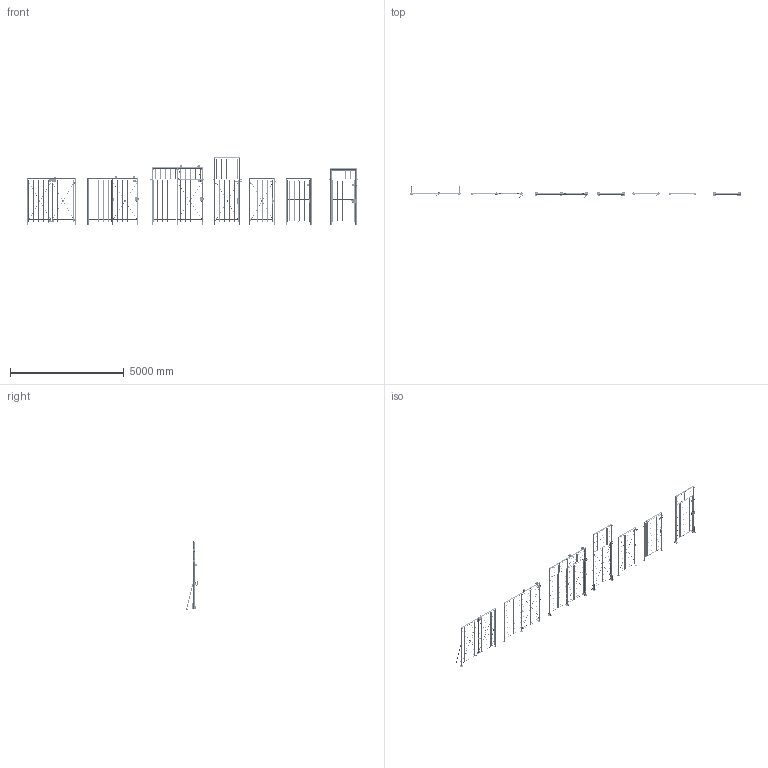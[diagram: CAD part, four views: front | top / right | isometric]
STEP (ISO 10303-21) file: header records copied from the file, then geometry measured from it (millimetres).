
FILE_DESCRIPTION(/* description */ (''),/* implementation_level */ '2;1');
FILE_NAME(/* name */ 'P30207 - SMC-F + SMR-F + SMC + SMR.stp',/* time_stamp */ '2026-02-05T14:11:16+01:00',/* author */ ('ath'),/* organization */ (''),/* preprocessor_version */ 'ST-DEVELOPER v20',/* originating_system */ 'Autodesk Inventor 2025',/* authorisation */ '');
FILE_SCHEMA (('AUTOMOTIVE_DESIGN { 1 0 10303 214 3 1 1 }'));
Products named in the file (235): P30207 - SMC-F + SMR-F + SMC + SMR; A003-020-1000; A003-020-1000-1; M001-831; M001-819; A003-020-1000-2; A001-010_Net; NTF00080; NTF00080_1; NTF00080_2; NTF00080_3; NTF00080_4; M001-821; A003-020-1 (Mounting kit); ISO 4017 - M4 x 20; M001-817; M001-818; M001-747; NTF02083; NTF00297; NTF00280; M001-820; A003-235; A003-235-1; M001-532; A003-235-2; A003-235-3; A003-235-4; M001-071; BN 21054 3575386 wedge anchor M8x80-1; BN 21054 DIN 125-1 A 3575386 flat washer 8.4; BN 21054 DIN 934 3575386 hexagon nut M8; ISO 4017 - M4 x 25; DIN 125 - A 4,3; A003-010-1000; A003-010-1; M001-664; A003-110-3000-1000; A003-110-3000-1000-1; M001-865 ...
Assembly tree (1564 placements, depth 7):
  P30207 - SMC-F + SMR-F + SMC + SMR
    A003-020-1000
      A003-020-1000-1
        M001-554  x2
        M001-532  x8
        M001-283  x4
        M001-662  x2
        M001-831
        M001-819
      A003-020-1000-2  x2
        NTF00077
        NTF00078
        A001-010_Net
          NTF00079_1  x13
          NTF00080_7  x44
          NTF00080
          NTF00080_1
          NTF00080_2
          NTF00080_3
          NTF00080_4
        M001-046
        M001-658
        M001-821
      A003-020-1 (Mounting kit)
        M001-030  x2
          22.650j part 1
          22.650j part 2
        ISO 4017 - M4 x 20  x16
        DIN 125 - A 4,3  x40
        M001-698  x20
        M001-817
        M001-818
          M001-747
          NTF02083
          NTF00297
          NTF00280  x2
        M001-820
        A003-235  x2
          A003-235-1
            M001-532
          A003-235-2
          A003-235-3
          A003-235-4
          M001-196
          M001-197
          M001-512
          M001-071
            BN 21054 3575386 wedge anchor M8x80-1
            BN 21054 DIN 125-1 A 3575386 flat washer 8.4
            BN 21054 DIN 934 3575386 hexagon nut M8
        ISO 4017 - M4 x 25  x4
        M001-047  x4
    A003-010-1000
      A001-010
        NTF00077
        NTF00078  x2
        M001-046  x2
        M001-658
        M001-660
        A001-010_Net_1
Bounding box: 14576.58 x 508.58 x 3077.08 mm (x, y, z)
Volume: 43678145.4 mm3; surface area: 36007282.8 mm2
Topology: 1882 solids, 1967 shells, 18141 faces, 40153 edges, 26232 vertices
Faces by surface type: plane 10319, cylinder 5129, cone 1720, bspline 433, torus 405, sphere 135
Full cylindrical faces by diameter (mm): 2 x8, 3 x714, 3.242 x84, 3.3 x2, 4 x277, 4.134 x4, 4.2 x12, 4.3 x120, 4.5 x32, 4.917 x4, 5 x72, 5.4 x7, 5.5 x2, 5.8 x4, 5.88 x60, 5.9 x60, 6 x48, 6.466 x2, 6.5 x12, 6.647 x302, 6.75 x8, 7.233 x2, 8 x196, 8.1 x12, 8.2 x4, 8.376 x4, 8.4 x48, 8.5 x38, 8.8 x2, 9 x172
Entity records: 167694 total; most frequent: CARTESIAN_POINT 51145, DIRECTION 23903, ORIENTED_EDGE 19788, EDGE_CURVE 10115, AXIS2_PLACEMENT_3D 9056, VERTEX_POINT 6616, LINE 5791, VECTOR 5791
